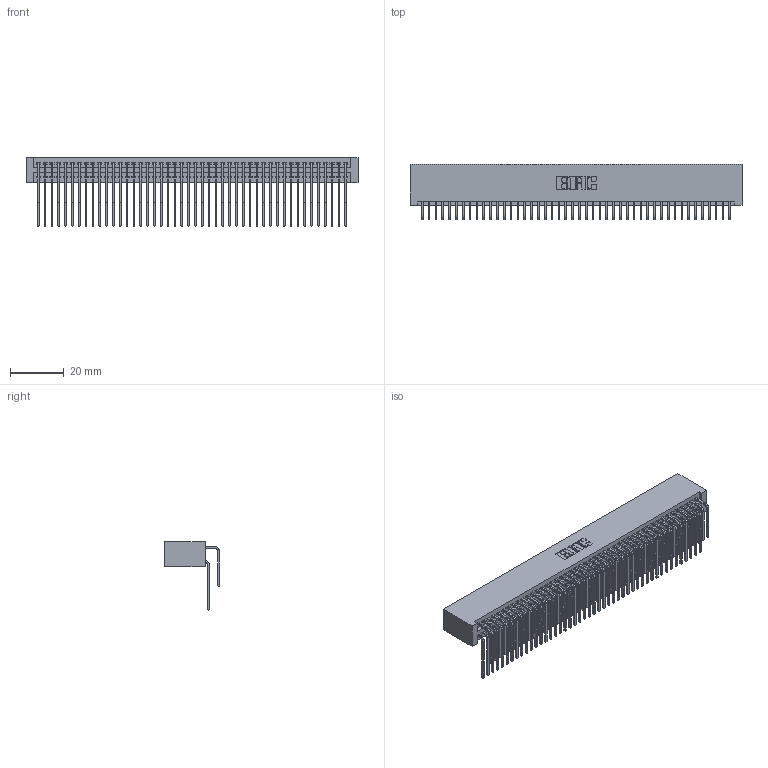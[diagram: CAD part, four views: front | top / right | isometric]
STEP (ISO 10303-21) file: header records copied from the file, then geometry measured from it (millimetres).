
FILE_DESCRIPTION (( 'STEP AP203' ), '1' );
FILE_NAME ('395-092-559-201.STEP', '2019-10-25T20:37:55', ( '' ), ( '' ), 'SwSTEP 2.0', 'SolidWorks 2016', '' );
FILE_SCHEMA (( 'CONFIG_CONTROL_DESIGN' ));
Length unit declared in the file: inch
Products named in the file (4): 345 Part_No Mounting Lugs; 345-292-001_558 559 Tail - 1; 345-292-001_559 Tail - 2; 395-092-559-201
Assembly tree (93 placements, depth 2):
  395-092-559-201
    345 Part_No Mounting Lugs
    345-292-001_558 559 Tail - 1  x46
    345-292-001_559 Tail - 2  x46
Bounding box: 123.44 x 20.56 x 25.53 mm (x, y, z)
Volume: 13175.2 mm3; surface area: 22351.6 mm2
Topology: 93 solids, 93 shells, 4902 faces, 14577 edges, 9594 vertices
Faces by surface type: plane 3296, cylinder 1606
Entity records: 36929 total; most frequent: CARTESIAN_POINT 6231, ORIENTED_EDGE 6114, DIRECTION 5457, EDGE_CURVE 3057, VECTOR 2709, LINE 2709, VERTEX_POINT 2034, AXIS2_PLACEMENT_3D 1374
